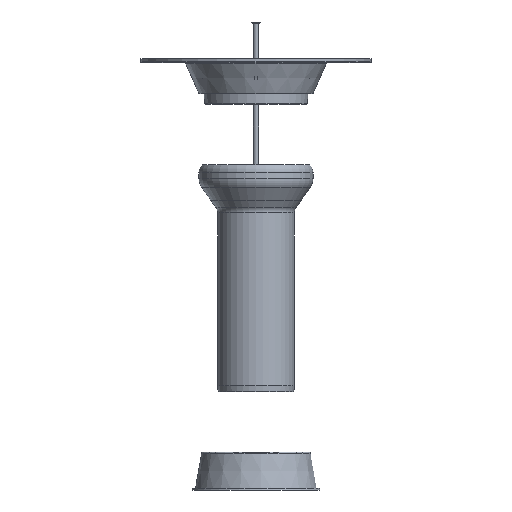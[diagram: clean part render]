
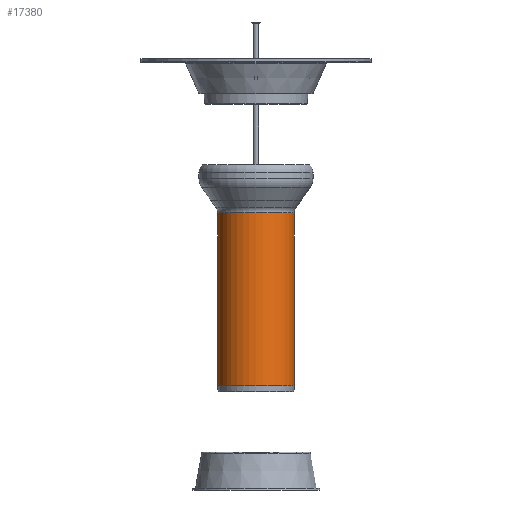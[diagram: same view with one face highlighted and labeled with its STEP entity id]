
A CAD part, front view. The second image highlights one B-rep face of the part: STEP entity #17380.
In plain terms, the highlighted cylindrical face has radius 508 mm (diameter 1016 mm), a full revolution.
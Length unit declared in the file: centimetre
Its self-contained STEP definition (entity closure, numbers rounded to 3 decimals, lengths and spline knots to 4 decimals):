
#1007=CYLINDRICAL_SURFACE('',#20778,50.8);
#2037=FACE_OUTER_BOUND('',#3287,.T.);
#3287=EDGE_LOOP('',(#14696,#14697,#14698,#14699,#14700,#14701));
#4429=CIRCLE('',#20776,50.8);
#4430=CIRCLE('',#20777,50.8);
#4431=CIRCLE('',#20779,50.8);
#4432=CIRCLE('',#20780,50.8);
#6800=VERTEX_POINT('',#45587);
#6801=VERTEX_POINT('',#45589);
#6802=VERTEX_POINT('',#45593);
#6803=VERTEX_POINT('',#45595);
#9474=EDGE_CURVE('',#6800,#6801,#4429,.T.);
#9475=EDGE_CURVE('',#6801,#6800,#4430,.T.);
#9476=EDGE_CURVE('',#6801,#6802,#18209,.T.);
#9477=EDGE_CURVE('',#6802,#6803,#4431,.T.);
#9478=EDGE_CURVE('',#6803,#6802,#4432,.T.);
#14696=ORIENTED_EDGE('',*,*,#9475,.F.);
#14697=ORIENTED_EDGE('',*,*,#9476,.T.);
#14698=ORIENTED_EDGE('',*,*,#9477,.T.);
#14699=ORIENTED_EDGE('',*,*,#9478,.T.);
#14700=ORIENTED_EDGE('',*,*,#9476,.F.);
#14701=ORIENTED_EDGE('',*,*,#9474,.F.);
#17380=ADVANCED_FACE('',(#2037),#1007,.T.);
#18209=LINE('',#45594,#18913);
#18913=VECTOR('',#25185,50.8);
#20776=AXIS2_PLACEMENT_3D('',#45590,#25179,#25180);
#20777=AXIS2_PLACEMENT_3D('',#45591,#25181,#25182);
#20778=AXIS2_PLACEMENT_3D('',#45592,#25183,#25184);
#20779=AXIS2_PLACEMENT_3D('',#45596,#25186,#25187);
#20780=AXIS2_PLACEMENT_3D('',#45597,#25188,#25189);
#25179=DIRECTION('center_axis',(0.,0.,-1.));
#25180=DIRECTION('ref_axis',(0.,-1.,0.));
#25181=DIRECTION('center_axis',(0.,0.,-1.));
#25182=DIRECTION('ref_axis',(0.,-1.,0.));
#25183=DIRECTION('center_axis',(0.,0.,-1.));
#25184=DIRECTION('ref_axis',(0.,1.,0.));
#25185=DIRECTION('',(0.,0.,1.));
#25186=DIRECTION('center_axis',(0.,0.,-1.));
#25187=DIRECTION('ref_axis',(1.,0.,0.));
#25188=DIRECTION('center_axis',(0.,0.,-1.));
#25189=DIRECTION('ref_axis',(1.,0.,0.));
#45587=CARTESIAN_POINT('',(50.8,0.,8.0499));
#45589=CARTESIAN_POINT('',(0.,-50.8,8.0499));
#45590=CARTESIAN_POINT('Origin',(0.,0.,8.0499));
#45591=CARTESIAN_POINT('Origin',(0.,0.,8.0499));
#45592=CARTESIAN_POINT('Origin',(0.,0.,122.0917));
#45593=CARTESIAN_POINT('',(0.,-50.8,236.1834));
#45594=CARTESIAN_POINT('',(0.,-50.8,122.0917));
#45595=CARTESIAN_POINT('',(50.8,0.,236.1834));
#45596=CARTESIAN_POINT('Origin',(0.,0.,236.1834));
#45597=CARTESIAN_POINT('Origin',(0.,0.,236.1834));
